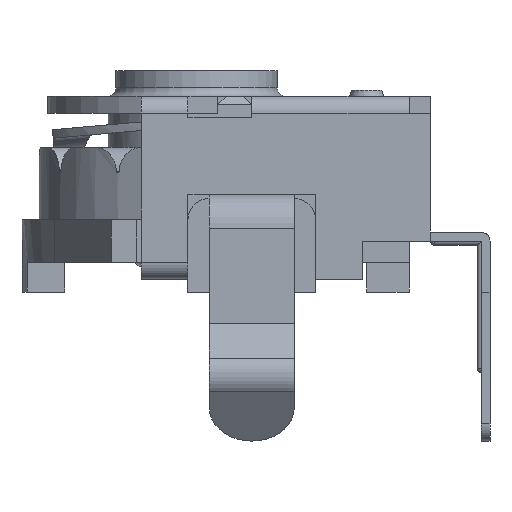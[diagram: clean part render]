
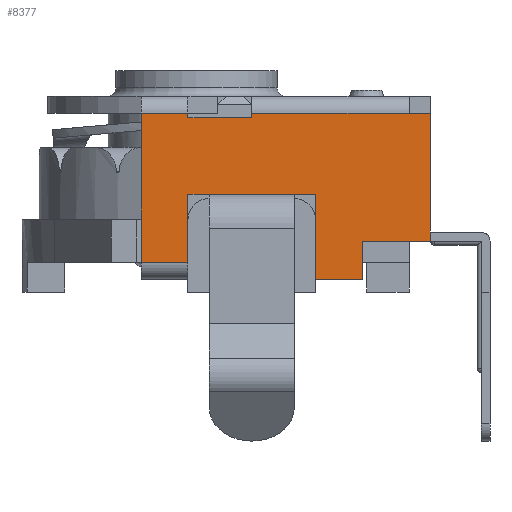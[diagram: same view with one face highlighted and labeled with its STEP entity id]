
A CAD part, front view. The second image highlights one B-rep face of the part: STEP entity #8377.
In plain terms, the highlighted face is planar.
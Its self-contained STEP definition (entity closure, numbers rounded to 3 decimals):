
#928=FACE_OUTER_BOUND('',#1377,.T.);
#1377=EDGE_LOOP('',(#7273,#7274,#7275,#7276,#7277,#7278,#7279,#7280,#7281,
#7282,#7283,#7284,#7285,#7286,#7287,#7288,#7289));
#1985=LINE('',#14058,#2871);
#2230=LINE('',#14558,#3116);
#2231=LINE('',#14561,#3117);
#2232=LINE('',#14562,#3118);
#2233=LINE('',#14564,#3119);
#2234=LINE('',#14566,#3120);
#2235=LINE('',#14568,#3121);
#2236=LINE('',#14570,#3122);
#2237=LINE('',#14572,#3123);
#2238=LINE('',#14574,#3124);
#2239=LINE('',#14576,#3125);
#2240=LINE('',#14578,#3126);
#2241=LINE('',#14580,#3127);
#2242=LINE('',#14582,#3128);
#2243=LINE('',#14584,#3129);
#2244=LINE('',#14586,#3130);
#2245=LINE('',#14587,#3131);
#2871=VECTOR('',#10659,10.);
#3116=VECTOR('',#11082,10.);
#3117=VECTOR('',#11085,10.);
#3118=VECTOR('',#11086,10.);
#3119=VECTOR('',#11087,10.);
#3120=VECTOR('',#11088,10.);
#3121=VECTOR('',#11089,10.);
#3122=VECTOR('',#11090,10.);
#3123=VECTOR('',#11091,10.);
#3124=VECTOR('',#11092,10.);
#3125=VECTOR('',#11093,10.);
#3126=VECTOR('',#11094,10.);
#3127=VECTOR('',#11095,10.);
#3128=VECTOR('',#11096,10.);
#3129=VECTOR('',#11097,10.);
#3130=VECTOR('',#11098,10.);
#3131=VECTOR('',#11099,10.);
#3747=VERTEX_POINT('',#13979);
#3772=VERTEX_POINT('',#14053);
#3935=VERTEX_POINT('',#14551);
#3938=VERTEX_POINT('',#14556);
#3939=VERTEX_POINT('',#14560);
#3940=VERTEX_POINT('',#14563);
#3941=VERTEX_POINT('',#14565);
#3942=VERTEX_POINT('',#14567);
#3943=VERTEX_POINT('',#14569);
#3944=VERTEX_POINT('',#14571);
#3945=VERTEX_POINT('',#14573);
#3946=VERTEX_POINT('',#14575);
#3947=VERTEX_POINT('',#14577);
#3948=VERTEX_POINT('',#14579);
#3949=VERTEX_POINT('',#14581);
#3950=VERTEX_POINT('',#14583);
#3951=VERTEX_POINT('',#14585);
#4857=EDGE_CURVE('',#3772,#3747,#1985,.T.);
#5104=EDGE_CURVE('',#3938,#3935,#2230,.T.);
#5105=EDGE_CURVE('',#3939,#3938,#2231,.T.);
#5106=EDGE_CURVE('',#3772,#3939,#2232,.T.);
#5107=EDGE_CURVE('',#3940,#3747,#2233,.T.);
#5108=EDGE_CURVE('',#3940,#3941,#2234,.T.);
#5109=EDGE_CURVE('',#3942,#3941,#2235,.T.);
#5110=EDGE_CURVE('',#3943,#3942,#2236,.T.);
#5111=EDGE_CURVE('',#3944,#3943,#2237,.T.);
#5112=EDGE_CURVE('',#3944,#3945,#2238,.T.);
#5113=EDGE_CURVE('',#3945,#3946,#2239,.T.);
#5114=EDGE_CURVE('',#3947,#3946,#2240,.T.);
#5115=EDGE_CURVE('',#3947,#3948,#2241,.T.);
#5116=EDGE_CURVE('',#3948,#3949,#2242,.T.);
#5117=EDGE_CURVE('',#3949,#3950,#2243,.T.);
#5118=EDGE_CURVE('',#3951,#3950,#2244,.T.);
#5119=EDGE_CURVE('',#3951,#3935,#2245,.T.);
#7273=ORIENTED_EDGE('',*,*,#5104,.F.);
#7274=ORIENTED_EDGE('',*,*,#5105,.F.);
#7275=ORIENTED_EDGE('',*,*,#5106,.F.);
#7276=ORIENTED_EDGE('',*,*,#4857,.T.);
#7277=ORIENTED_EDGE('',*,*,#5107,.F.);
#7278=ORIENTED_EDGE('',*,*,#5108,.T.);
#7279=ORIENTED_EDGE('',*,*,#5109,.F.);
#7280=ORIENTED_EDGE('',*,*,#5110,.F.);
#7281=ORIENTED_EDGE('',*,*,#5111,.F.);
#7282=ORIENTED_EDGE('',*,*,#5112,.T.);
#7283=ORIENTED_EDGE('',*,*,#5113,.T.);
#7284=ORIENTED_EDGE('',*,*,#5114,.F.);
#7285=ORIENTED_EDGE('',*,*,#5115,.T.);
#7286=ORIENTED_EDGE('',*,*,#5116,.T.);
#7287=ORIENTED_EDGE('',*,*,#5117,.T.);
#7288=ORIENTED_EDGE('',*,*,#5118,.F.);
#7289=ORIENTED_EDGE('',*,*,#5119,.T.);
#7971=PLANE('',#9117);
#8377=ADVANCED_FACE('',(#928),#7971,.T.);
#9117=AXIS2_PLACEMENT_3D('',#14559,#11083,#11084);
#10659=DIRECTION('',(1.,0.,0.));
#11082=DIRECTION('',(-1.,0.,0.));
#11083=DIRECTION('center_axis',(0.,0.,1.));
#11084=DIRECTION('ref_axis',(1.,0.,0.));
#11085=DIRECTION('',(0.,-1.,0.));
#11086=DIRECTION('',(-1.,0.,0.));
#11087=DIRECTION('',(-1.,0.,0.));
#11088=DIRECTION('',(0.,-1.,0.));
#11089=DIRECTION('',(-1.,0.,0.));
#11090=DIRECTION('',(0.,-1.,0.));
#11091=DIRECTION('',(-1.,0.,0.));
#11092=DIRECTION('',(0.,1.,0.));
#11093=DIRECTION('',(-1.,0.,0.));
#11094=DIRECTION('',(1.,0.,0.));
#11095=DIRECTION('',(0.,-1.,0.));
#11096=DIRECTION('',(-1.,0.,0.));
#11097=DIRECTION('',(0.,1.,0.));
#11098=DIRECTION('',(1.,0.,0.));
#11099=DIRECTION('',(0.,-1.,0.));
#13979=CARTESIAN_POINT('',(2.3,-1.9,4.85));
#14053=CARTESIAN_POINT('',(0.3,-1.9,4.85));
#14058=CARTESIAN_POINT('',(0.5,-1.9,4.85));
#14551=CARTESIAN_POINT('',(-1.3,-3.5,4.85));
#14556=CARTESIAN_POINT('',(-0.2,-3.5,4.85));
#14558=CARTESIAN_POINT('',(-1.025,-3.5,4.85));
#14559=CARTESIAN_POINT('Origin',(-1.3,0.,4.85));
#14560=CARTESIAN_POINT('',(-0.2,-1.9,4.85));
#14561=CARTESIAN_POINT('',(-0.2,-1.9,4.85));
#14562=CARTESIAN_POINT('',(-1.3,-1.9,4.85));
#14563=CARTESIAN_POINT('',(2.8,-1.9,4.85));
#14564=CARTESIAN_POINT('',(-1.3,-1.9,4.85));
#14565=CARTESIAN_POINT('',(2.8,-3.9,4.85));
#14566=CARTESIAN_POINT('',(2.8,-1.9,4.85));
#14567=CARTESIAN_POINT('',(3.9,-3.9,4.85));
#14568=CARTESIAN_POINT('',(3.9,-3.9,4.85));
#14569=CARTESIAN_POINT('',(3.9,-3.,4.85));
#14570=CARTESIAN_POINT('',(3.9,-3.,4.85));
#14571=CARTESIAN_POINT('',(5.5,-3.,4.85));
#14572=CARTESIAN_POINT('',(5.5,-3.,4.85));
#14573=CARTESIAN_POINT('',(5.5,0.,4.85));
#14574=CARTESIAN_POINT('',(5.5,0.,4.85));
#14575=CARTESIAN_POINT('',(5.,0.,4.85));
#14576=CARTESIAN_POINT('',(1.975,0.,4.85));
#14577=CARTESIAN_POINT('',(1.3,0.,4.85));
#14578=CARTESIAN_POINT('',(0.277,0.,4.85));
#14579=CARTESIAN_POINT('',(1.3,-0.1,4.85));
#14580=CARTESIAN_POINT('',(1.3,0.2,4.85));
#14581=CARTESIAN_POINT('',(-0.2,-0.1,4.85));
#14582=CARTESIAN_POINT('',(-0.336,-0.1,4.85));
#14583=CARTESIAN_POINT('',(-0.2,0.,4.85));
#14584=CARTESIAN_POINT('',(-0.2,0.2,4.85));
#14585=CARTESIAN_POINT('',(-1.3,0.,4.85));
#14586=CARTESIAN_POINT('',(0.277,0.,4.85));
#14587=CARTESIAN_POINT('',(-1.3,0.,4.85));
